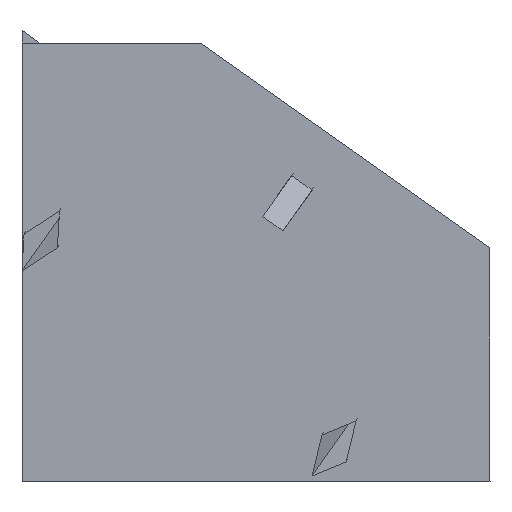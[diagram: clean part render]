
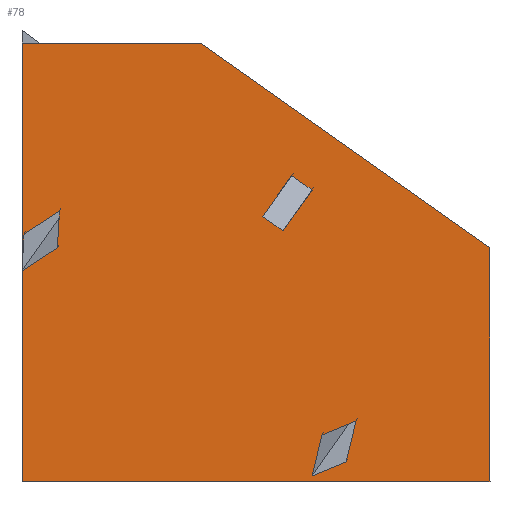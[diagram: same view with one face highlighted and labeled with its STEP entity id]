
A CAD part, front view. The second image highlights one B-rep face of the part: STEP entity #78.
In plain terms, the highlighted planar face has unit normal (0, -1, 0).
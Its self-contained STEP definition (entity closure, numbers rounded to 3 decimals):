
#21=FACE_BOUND('',#192,.T.);
#22=FACE_BOUND('',#193,.T.);
#23=FACE_BOUND('',#194,.T.);
#78=ADVANCED_FACE('',(#131,#21,#22,#23),#866,.T.);
#131=FACE_OUTER_BOUND('',#191,.T.);
#191=EDGE_LOOP('',(#392,#393,#394,#395,#396));
#192=EDGE_LOOP('',(#397,#398,#399,#400));
#193=EDGE_LOOP('',(#401,#402,#403,#404));
#194=EDGE_LOOP('',(#405,#406,#407,#408));
#392=ORIENTED_EDGE('',*,*,#596,.F.);
#393=ORIENTED_EDGE('',*,*,#586,.F.);
#394=ORIENTED_EDGE('',*,*,#584,.T.);
#395=ORIENTED_EDGE('',*,*,#585,.T.);
#396=ORIENTED_EDGE('',*,*,#602,.F.);
#397=ORIENTED_EDGE('',*,*,#582,.F.);
#398=ORIENTED_EDGE('',*,*,#579,.F.);
#399=ORIENTED_EDGE('',*,*,#581,.F.);
#400=ORIENTED_EDGE('',*,*,#576,.F.);
#401=ORIENTED_EDGE('',*,*,#539,.F.);
#402=ORIENTED_EDGE('',*,*,#537,.F.);
#403=ORIENTED_EDGE('',*,*,#543,.F.);
#404=ORIENTED_EDGE('',*,*,#541,.F.);
#405=ORIENTED_EDGE('',*,*,#529,.F.);
#406=ORIENTED_EDGE('',*,*,#532,.F.);
#407=ORIENTED_EDGE('',*,*,#535,.F.);
#408=ORIENTED_EDGE('',*,*,#533,.F.);
#529=EDGE_CURVE('',#784,#785,#640,.T.);
#532=EDGE_CURVE('',#786,#784,#643,.T.);
#533=EDGE_CURVE('',#785,#787,#644,.T.);
#535=EDGE_CURVE('',#787,#786,#646,.T.);
#537=EDGE_CURVE('',#788,#789,#648,.T.);
#539=EDGE_CURVE('',#789,#790,#650,.T.);
#541=EDGE_CURVE('',#790,#791,#652,.T.);
#543=EDGE_CURVE('',#791,#788,#654,.T.);
#576=EDGE_CURVE('',#808,#809,#687,.T.);
#579=EDGE_CURVE('',#810,#811,#690,.T.);
#581=EDGE_CURVE('',#809,#810,#692,.T.);
#582=EDGE_CURVE('',#811,#808,#693,.T.);
#584=EDGE_CURVE('',#812,#813,#695,.T.);
#585=EDGE_CURVE('',#813,#820,#696,.T.);
#586=EDGE_CURVE('',#812,#817,#697,.T.);
#596=EDGE_CURVE('',#817,#819,#707,.T.);
#602=EDGE_CURVE('',#819,#820,#712,.T.);
#640=B_SPLINE_CURVE_WITH_KNOTS('',3,(#1397,#1398,#1399,#1400),
 .UNSPECIFIED.,.F.,.F.,(4,4),(0.,10.1),.UNSPECIFIED.);
#643=B_SPLINE_CURVE_WITH_KNOTS('',3,(#1405,#1406,#1407,#1408),
 .UNSPECIFIED.,.F.,.F.,(4,4),(0.,8.831),.UNSPECIFIED.);
#644=B_SPLINE_CURVE_WITH_KNOTS('',3,(#1409,#1410,#1411,#1412),
 .UNSPECIFIED.,.F.,.F.,(4,4),(0.,8.831),.UNSPECIFIED.);
#646=B_SPLINE_CURVE_WITH_KNOTS('',3,(#1415,#1416,#1417,#1418),
 .UNSPECIFIED.,.F.,.F.,(4,4),(0.,10.1),.UNSPECIFIED.);
#648=B_SPLINE_CURVE_WITH_KNOTS('',3,(#1421,#1422,#1423,#1424),
 .UNSPECIFIED.,.F.,.F.,(4,4),(0.,12.),.UNSPECIFIED.);
#650=B_SPLINE_CURVE_WITH_KNOTS('',3,(#1427,#1428,#1429,#1430),
 .UNSPECIFIED.,.F.,.F.,(4,4),(0.,6.),.UNSPECIFIED.);
#652=B_SPLINE_CURVE_WITH_KNOTS('',3,(#1433,#1434,#1435,#1436),
 .UNSPECIFIED.,.F.,.F.,(4,4),(0.,12.),.UNSPECIFIED.);
#654=B_SPLINE_CURVE_WITH_KNOTS('',3,(#1439,#1440,#1441,#1442),
 .UNSPECIFIED.,.F.,.F.,(4,4),(0.,6.),.UNSPECIFIED.);
#687=B_SPLINE_CURVE_WITH_KNOTS('',3,(#1537,#1538,#1539,#1540),
 .UNSPECIFIED.,.F.,.F.,(4,4),(0.,10.1),.UNSPECIFIED.);
#690=B_SPLINE_CURVE_WITH_KNOTS('',3,(#1545,#1546,#1547,#1548),
 .UNSPECIFIED.,.F.,.F.,(4,4),(0.,10.1),.UNSPECIFIED.);
#692=B_SPLINE_CURVE_WITH_KNOTS('',3,(#1551,#1552,#1553,#1554),
 .UNSPECIFIED.,.F.,.F.,(4,4),(0.,8.831),.UNSPECIFIED.);
#693=B_SPLINE_CURVE_WITH_KNOTS('',3,(#1555,#1556,#1557,#1558),
 .UNSPECIFIED.,.F.,.F.,(4,4),(0.,8.831),.UNSPECIFIED.);
#695=B_SPLINE_CURVE_WITH_KNOTS('',1,(#1563,#1564),.UNSPECIFIED.,.F.,.F.,
(2,2),(0.,112.),.UNSPECIFIED.);
#696=B_SPLINE_CURVE_WITH_KNOTS('',1,(#1565,#1566),.UNSPECIFIED.,.F.,.F.,
(2,2),(0.,56.),.UNSPECIFIED.);
#697=B_SPLINE_CURVE_WITH_KNOTS('',1,(#1567,#1568),.UNSPECIFIED.,.F.,.F.,
(2,2),(0.,104.965),.UNSPECIFIED.);
#707=B_SPLINE_CURVE_WITH_KNOTS('',3,(#1602,#1603,#1604,#1605),
 .UNSPECIFIED.,.F.,.F.,(4,4),(-146.371,-103.618),
 .UNSPECIFIED.);
#712=B_SPLINE_CURVE_WITH_KNOTS('',3,(#1623,#1624,#1625,#1626),
 .UNSPECIFIED.,.F.,.F.,(4,4),(-228.196,-143.387),
 .UNSPECIFIED.);
#784=VERTEX_POINT('',#1265);
#785=VERTEX_POINT('',#1266);
#786=VERTEX_POINT('',#1267);
#787=VERTEX_POINT('',#1268);
#788=VERTEX_POINT('',#1269);
#789=VERTEX_POINT('',#1270);
#790=VERTEX_POINT('',#1271);
#791=VERTEX_POINT('',#1272);
#808=VERTEX_POINT('',#1289);
#809=VERTEX_POINT('',#1290);
#810=VERTEX_POINT('',#1291);
#811=VERTEX_POINT('',#1292);
#812=VERTEX_POINT('',#1293);
#813=VERTEX_POINT('',#1294);
#817=VERTEX_POINT('',#1298);
#819=VERTEX_POINT('',#1300);
#820=VERTEX_POINT('',#1301);
#866=PLANE('',#1013);
#1013=AXIS2_PLACEMENT_3D('',#1168,#1083,$);
#1083=DIRECTION('',(0.,-1.,0.));
#1168=CARTESIAN_POINT('',(-56.,-56.,0.));
#1265=CARTESIAN_POINT('',(21.601,-56.,4.766));
#1266=CARTESIAN_POINT('',(23.963,-56.,14.586));
#1267=CARTESIAN_POINT('',(13.451,-56.,1.366));
#1268=CARTESIAN_POINT('',(15.813,-56.,11.186));
#1269=CARTESIAN_POINT('',(6.494,-56.,59.988));
#1270=CARTESIAN_POINT('',(13.422,-56.,69.786));
#1271=CARTESIAN_POINT('',(8.523,-56.,73.25));
#1272=CARTESIAN_POINT('',(1.595,-56.,63.452));
#1289=CARTESIAN_POINT('',(-55.993,-56.,50.47));
#1290=CARTESIAN_POINT('',(-47.522,-56.,55.971));
#1291=CARTESIAN_POINT('',(-47.033,-56.,64.788));
#1292=CARTESIAN_POINT('',(-55.504,-56.,59.287));
#1293=CARTESIAN_POINT('',(-56.,-56.,0.));
#1294=CARTESIAN_POINT('',(56.,-56.,0.));
#1298=CARTESIAN_POINT('',(-56.,-56.,104.965));
#1300=CARTESIAN_POINT('',(-13.247,-56.,104.965));
#1301=CARTESIAN_POINT('',(56.,-56.,56.));
#1397=CARTESIAN_POINT('',(21.601,-56.,4.766));
#1398=CARTESIAN_POINT('',(22.388,-56.,8.04));
#1399=CARTESIAN_POINT('',(23.175,-56.,11.313));
#1400=CARTESIAN_POINT('',(23.963,-56.,14.586));
#1405=CARTESIAN_POINT('',(13.451,-56.,1.366));
#1406=CARTESIAN_POINT('',(16.168,-56.,2.499));
#1407=CARTESIAN_POINT('',(18.884,-56.,3.633));
#1408=CARTESIAN_POINT('',(21.601,-56.,4.766));
#1409=CARTESIAN_POINT('',(23.963,-56.,14.586));
#1410=CARTESIAN_POINT('',(21.246,-56.,13.453));
#1411=CARTESIAN_POINT('',(18.53,-56.,12.319));
#1412=CARTESIAN_POINT('',(15.813,-56.,11.186));
#1415=CARTESIAN_POINT('',(15.813,-56.,11.186));
#1416=CARTESIAN_POINT('',(15.026,-56.,7.912));
#1417=CARTESIAN_POINT('',(14.238,-56.,4.639));
#1418=CARTESIAN_POINT('',(13.451,-56.,1.366));
#1421=CARTESIAN_POINT('',(6.494,-56.,59.988));
#1422=CARTESIAN_POINT('',(8.803,-56.,63.254));
#1423=CARTESIAN_POINT('',(11.113,-56.,66.52));
#1424=CARTESIAN_POINT('',(13.422,-56.,69.786));
#1427=CARTESIAN_POINT('',(13.422,-56.,69.786));
#1428=CARTESIAN_POINT('',(11.789,-56.,70.94));
#1429=CARTESIAN_POINT('',(10.156,-56.,72.095));
#1430=CARTESIAN_POINT('',(8.523,-56.,73.25));
#1433=CARTESIAN_POINT('',(8.523,-56.,73.25));
#1434=CARTESIAN_POINT('',(6.214,-56.,69.984));
#1435=CARTESIAN_POINT('',(3.904,-56.,66.718));
#1436=CARTESIAN_POINT('',(1.595,-56.,63.452));
#1439=CARTESIAN_POINT('',(1.595,-56.,63.452));
#1440=CARTESIAN_POINT('',(3.228,-56.,62.297));
#1441=CARTESIAN_POINT('',(4.861,-56.,61.142));
#1442=CARTESIAN_POINT('',(6.494,-56.,59.988));
#1537=CARTESIAN_POINT('',(-55.993,-56.,50.47));
#1538=CARTESIAN_POINT('',(-53.17,-56.,52.304));
#1539=CARTESIAN_POINT('',(-50.346,-56.,54.137));
#1540=CARTESIAN_POINT('',(-47.522,-56.,55.971));
#1545=CARTESIAN_POINT('',(-47.033,-56.,64.788));
#1546=CARTESIAN_POINT('',(-49.857,-56.,62.954));
#1547=CARTESIAN_POINT('',(-52.68,-56.,61.121));
#1548=CARTESIAN_POINT('',(-55.504,-56.,59.287));
#1551=CARTESIAN_POINT('',(-47.522,-56.,55.971));
#1552=CARTESIAN_POINT('',(-47.359,-56.,58.91));
#1553=CARTESIAN_POINT('',(-47.196,-56.,61.849));
#1554=CARTESIAN_POINT('',(-47.033,-56.,64.788));
#1555=CARTESIAN_POINT('',(-55.504,-56.,59.287));
#1556=CARTESIAN_POINT('',(-55.667,-56.,56.348));
#1557=CARTESIAN_POINT('',(-55.83,-56.,53.409));
#1558=CARTESIAN_POINT('',(-55.993,-56.,50.47));
#1563=CARTESIAN_POINT('',(-56.,-56.,0.));
#1564=CARTESIAN_POINT('',(56.,-56.,0.));
#1565=CARTESIAN_POINT('',(56.,-56.,0.));
#1566=CARTESIAN_POINT('',(56.,-56.,56.));
#1567=CARTESIAN_POINT('',(-56.,-56.,0.));
#1568=CARTESIAN_POINT('',(-56.,-56.,104.965));
#1602=CARTESIAN_POINT('',(-56.,-56.,104.965));
#1603=CARTESIAN_POINT('',(-41.749,-56.,104.965));
#1604=CARTESIAN_POINT('',(-27.498,-56.,104.965));
#1605=CARTESIAN_POINT('',(-13.247,-56.,104.965));
#1623=CARTESIAN_POINT('',(-13.247,-56.,104.965));
#1624=CARTESIAN_POINT('',(9.835,-56.,88.643));
#1625=CARTESIAN_POINT('',(32.918,-56.,72.322));
#1626=CARTESIAN_POINT('',(56.,-56.,56.));
